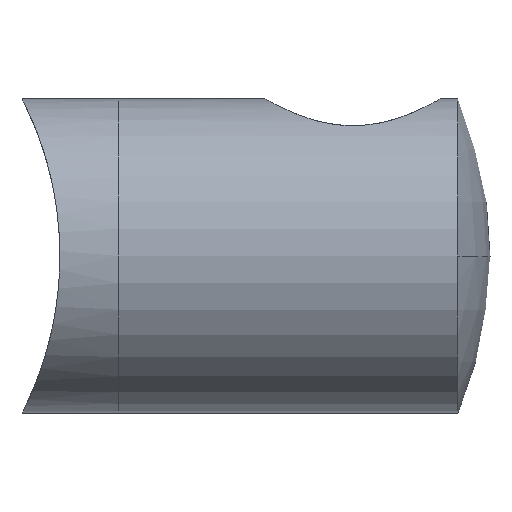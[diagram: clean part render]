
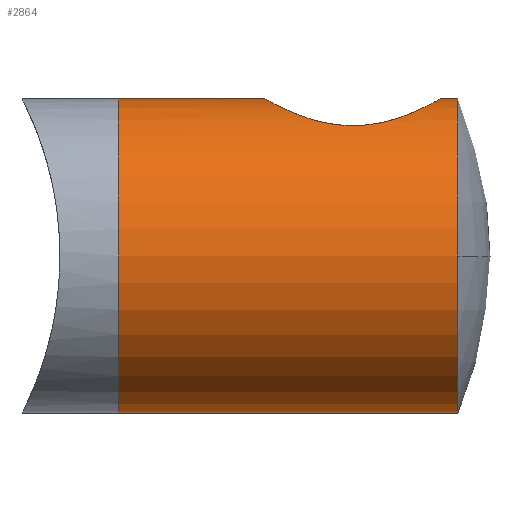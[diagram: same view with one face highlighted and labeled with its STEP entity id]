
A CAD part, front view. The second image highlights one B-rep face of the part: STEP entity #2864.
In plain terms, the highlighted cylindrical face has radius 11 mm (diameter 22 mm), a partial arc.
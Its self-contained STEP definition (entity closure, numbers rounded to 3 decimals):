
#23 = CARTESIAN_POINT ( 'NONE',  ( 21.993, -4.995, 9.801 ) ) ;
#40 = CARTESIAN_POINT ( 'NONE',  ( 12.583, -2.008, 10.817 ) ) ;
#98 = CARTESIAN_POINT ( 'NONE',  ( 25.749, 0., 0. ) ) ;
#103 = LINE ( 'NONE', #1277, #661 ) ;
#140 = CIRCLE ( 'NONE', #1798, 11. ) ;
#166 = CIRCLE ( 'NONE', #2154, 11. ) ;
#176 = VERTEX_POINT ( 'NONE', #1467 ) ;
#210 = CARTESIAN_POINT ( 'NONE',  ( 22.604, -4.493, 10.042 ) ) ;
#225 = CARTESIAN_POINT ( 'NONE',  ( 24.346, -1.622, 10.887 ) ) ;
#244 = CARTESIAN_POINT ( 'NONE',  ( 18.818, -6.15, 9.12 ) ) ;
#261 = ORIENTED_EDGE ( 'NONE', *, *, #731, .T. ) ;
#262 = CARTESIAN_POINT ( 'NONE',  ( 22.153, -4.876, 9.861 ) ) ;
#267 = ORIENTED_EDGE ( 'NONE', *, *, #769, .F. ) ;
#277 = CARTESIAN_POINT ( 'NONE',  ( 21.5, -5.326, 9.628 ) ) ;
#409 = DIRECTION ( 'NONE',  ( -1., 0., 0. ) ) ;
#432 = CARTESIAN_POINT ( 'NONE',  ( 15.294, -5.323, 9.63 ) ) ;
#440 = DIRECTION ( 'NONE',  ( 0., 0., 1. ) ) ;
#462 = CARTESIAN_POINT ( 'NONE',  ( 23.721, -3.11, 10.557 ) ) ;
#467 = DIRECTION ( 'NONE',  ( 0., 0., 1. ) ) ;
#487 = CARTESIAN_POINT ( 'NONE',  ( 0., 0., 0. ) ) ;
#498 = CARTESIAN_POINT ( 'NONE',  ( 17.985, -6.15, 9.12 ) ) ;
#575 = AXIS2_PLACEMENT_3D ( 'NONE', #835, #1053, #440 ) ;
#642 = EDGE_LOOP ( 'NONE', ( #2257, #1793, #1876, #261, #2439, #2511, #267 ) ) ;
#661 = VECTOR ( 'NONE', #812, 1000. ) ;
#668 = CARTESIAN_POINT ( 'NONE',  ( 12.292, -0.822, 10.977 ) ) ;
#688 = CARTESIAN_POINT ( 'NONE',  ( 12.25, 0., 11. ) ) ;
#691 = CYLINDRICAL_SURFACE ( 'NONE', #1913, 11. ) ;
#705 = B_SPLINE_CURVE_WITH_KNOTS ( 'NONE', 3,
 ( #1303, #1394, #2047, #225, #1344, #2240, #462, #906, #2924, #210, #2309, #262, #23, #277, #1845, #1324, #1776, #924, #244, #498, #889, #2498, #1142, #2275, #432, #1110, #1174, #2012, #1792, #2906, #2709, #1808, #40, #873, #1828, #668, #1565, #2482 ),
 .UNSPECIFIED., .F., .F.,
 ( 4, 2, 2, 2, 2, 2, 2, 2, 2, 2, 2, 2, 2, 2, 2, 2, 2, 2, 4 ),
 ( 0., 0.001, 0.002, 0.004, 0.005, 0.006, 0.006, 0.007, 0.009, 0.01, 0.011, 0.012, 0.014, 0.015, 0.016, 0.017, 0.018, 0.018, 0.02 ),
 .UNSPECIFIED. ) ;
#731 = EDGE_CURVE ( 'NONE', #840, #176, #2780, .T. ) ;
#746 = CARTESIAN_POINT ( 'NONE',  ( 0., 0., 11. ) ) ;
#769 = EDGE_CURVE ( 'NONE', #2046, #1817, #2897, .T. ) ;
#812 = DIRECTION ( 'NONE',  ( -1., 0., 0. ) ) ;
#835 = CARTESIAN_POINT ( 'NONE',  ( 2., 0., 0. ) ) ;
#840 = VERTEX_POINT ( 'NONE', #2718 ) ;
#867 = CARTESIAN_POINT ( 'NONE',  ( 25.749, 0., 0. ) ) ;
#873 = CARTESIAN_POINT ( 'NONE',  ( 12.463, -1.618, 10.882 ) ) ;
#889 = CARTESIAN_POINT ( 'NONE',  ( 17.578, -6.108, 9.149 ) ) ;
#906 = CARTESIAN_POINT ( 'NONE',  ( 23.273, -3.772, 10.339 ) ) ;
#924 = CARTESIAN_POINT ( 'NONE',  ( 19.226, -6.108, 9.149 ) ) ;
#928 = CARTESIAN_POINT ( 'NONE',  ( 2., 0., 11. ) ) ;
#983 = CARTESIAN_POINT ( 'NONE',  ( 25.749, 0., -11. ) ) ;
#1010 = CARTESIAN_POINT ( 'NONE',  ( 25.749, -11., 0. ) ) ;
#1053 = DIRECTION ( 'NONE',  ( -1., 0., 0. ) ) ;
#1110 = CARTESIAN_POINT ( 'NONE',  ( 14.635, -4.879, 9.862 ) ) ;
#1142 = CARTESIAN_POINT ( 'NONE',  ( 16.385, -5.824, 9.333 ) ) ;
#1174 = CARTESIAN_POINT ( 'NONE',  ( 14.332, -4.629, 9.983 ) ) ;
#1242 = EDGE_CURVE ( 'NONE', #1949, #840, #140, .T. ) ;
#1277 = CARTESIAN_POINT ( 'NONE',  ( 0., 0., 11. ) ) ;
#1303 = CARTESIAN_POINT ( 'NONE',  ( 24.55, 0., 11. ) ) ;
#1324 = CARTESIAN_POINT ( 'NONE',  ( 20.418, -5.823, 9.334 ) ) ;
#1344 = CARTESIAN_POINT ( 'NONE',  ( 24.224, -2.017, 10.82 ) ) ;
#1384 = DIRECTION ( 'NONE',  ( -1., 0., 0. ) ) ;
#1394 = CARTESIAN_POINT ( 'NONE',  ( 24.55, -0.416, 11. ) ) ;
#1451 = CARTESIAN_POINT ( 'NONE',  ( 2., 0., -11. ) ) ;
#1462 = LINE ( 'NONE', #1515, #2600 ) ;
#1467 = CARTESIAN_POINT ( 'NONE',  ( 24.55, 0., 11. ) ) ;
#1515 = CARTESIAN_POINT ( 'NONE',  ( 0., 0., -11. ) ) ;
#1565 = CARTESIAN_POINT ( 'NONE',  ( 12.25, -0.416, 11. ) ) ;
#1593 = EDGE_CURVE ( 'NONE', #2911, #2046, #1462, .T. ) ;
#1676 = EDGE_CURVE ( 'NONE', #1862, #1817, #103, .T. ) ;
#1690 = DIRECTION ( 'NONE',  ( 0., 0., 1. ) ) ;
#1736 = DIRECTION ( 'NONE',  ( -1., 0., 0. ) ) ;
#1769 = DIRECTION ( 'NONE',  ( 0., 0., 1. ) ) ;
#1776 = CARTESIAN_POINT ( 'NONE',  ( 20.025, -5.946, 9.255 ) ) ;
#1792 = CARTESIAN_POINT ( 'NONE',  ( 13.52, -3.764, 10.342 ) ) ;
#1793 = ORIENTED_EDGE ( 'NONE', *, *, #2662, .T. ) ;
#1798 = AXIS2_PLACEMENT_3D ( 'NONE', #98, #2826, #1690 ) ;
#1808 = CARTESIAN_POINT ( 'NONE',  ( 12.654, -2.201, 10.779 ) ) ;
#1817 = VERTEX_POINT ( 'NONE', #928 ) ;
#1828 = CARTESIAN_POINT ( 'NONE',  ( 12.413, -1.42, 10.91 ) ) ;
#1845 = CARTESIAN_POINT ( 'NONE',  ( 21.154, -5.514, 9.52 ) ) ;
#1861 = VECTOR ( 'NONE', #2870, 1000. ) ;
#1862 = VERTEX_POINT ( 'NONE', #688 ) ;
#1876 = ORIENTED_EDGE ( 'NONE', *, *, #1242, .T. ) ;
#1913 = AXIS2_PLACEMENT_3D ( 'NONE', #487, #1384, #467 ) ;
#1949 = VERTEX_POINT ( 'NONE', #1010 ) ;
#2012 = CARTESIAN_POINT ( 'NONE',  ( 13.776, -4.073, 10.223 ) ) ;
#2046 = VERTEX_POINT ( 'NONE', #1451 ) ;
#2047 = CARTESIAN_POINT ( 'NONE',  ( 24.508, -0.823, 10.977 ) ) ;
#2154 = AXIS2_PLACEMENT_3D ( 'NONE', #867, #409, #1769 ) ;
#2240 = CARTESIAN_POINT ( 'NONE',  ( 23.911, -2.76, 10.655 ) ) ;
#2257 = ORIENTED_EDGE ( 'NONE', *, *, #1593, .F. ) ;
#2275 = CARTESIAN_POINT ( 'NONE',  ( 15.646, -5.514, 9.52 ) ) ;
#2309 = CARTESIAN_POINT ( 'NONE',  ( 22.458, -4.625, 9.981 ) ) ;
#2439 = ORIENTED_EDGE ( 'NONE', *, *, #2705, .T. ) ;
#2482 = CARTESIAN_POINT ( 'NONE',  ( 12.25, 0., 11. ) ) ;
#2498 = CARTESIAN_POINT ( 'NONE',  ( 16.778, -5.946, 9.255 ) ) ;
#2511 = ORIENTED_EDGE ( 'NONE', *, *, #1676, .T. ) ;
#2600 = VECTOR ( 'NONE', #1736, 1000. ) ;
#2662 = EDGE_CURVE ( 'NONE', #2911, #1949, #166, .T. ) ;
#2705 = EDGE_CURVE ( 'NONE', #176, #1862, #705, .T. ) ;
#2709 = CARTESIAN_POINT ( 'NONE',  ( 12.888, -2.758, 10.655 ) ) ;
#2718 = CARTESIAN_POINT ( 'NONE',  ( 25.749, 0., 11. ) ) ;
#2746 = FACE_OUTER_BOUND ( 'NONE', #642, .T. ) ;
#2780 = LINE ( 'NONE', #746, #1861 ) ;
#2826 = DIRECTION ( 'NONE',  ( -1., 0., 0. ) ) ;
#2864 = ADVANCED_FACE ( 'NONE', ( #2746 ), #691, .T. ) ;
#2870 = DIRECTION ( 'NONE',  ( -1., 0., 0. ) ) ;
#2897 = CIRCLE ( 'NONE', #575, 11. ) ;
#2906 = CARTESIAN_POINT ( 'NONE',  ( 13.078, -3.107, 10.558 ) ) ;
#2911 = VERTEX_POINT ( 'NONE', #983 ) ;
#2924 = CARTESIAN_POINT ( 'NONE',  ( 23.021, -4.078, 10.221 ) ) ;
